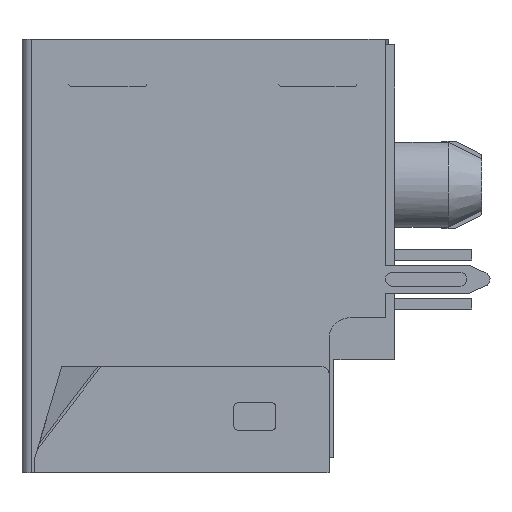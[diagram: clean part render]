
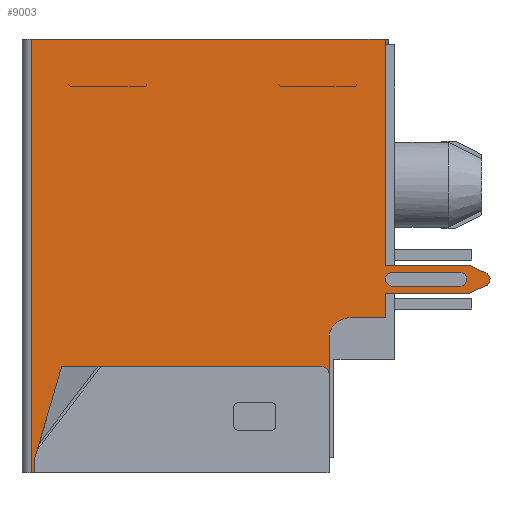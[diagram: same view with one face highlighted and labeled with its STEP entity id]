
A CAD part, left-side view. The second image highlights one B-rep face of the part: STEP entity #9003.
In plain terms, the highlighted planar face has unit normal (-1, 0, 0).
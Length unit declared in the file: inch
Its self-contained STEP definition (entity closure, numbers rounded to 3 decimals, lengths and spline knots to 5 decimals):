
#239=DIRECTION('',(0.,-1.,0.));
#240=VECTOR('',#239,0.5045);
#241=CARTESIAN_POINT('',(-0.3225,0.2585,0.303));
#242=LINE('',#241,#240);
#2029=DIRECTION('',(0.,1.,0.));
#2030=VECTOR('',#2029,0.0045);
#2031=CARTESIAN_POINT('',(-0.3225,0.254,-0.3165));
#2032=LINE('',#2031,#2030);
#2285=DIRECTION('',(0.,-1.,0.));
#2286=VECTOR('',#2285,0.0959);
#2287=CARTESIAN_POINT('',(-0.3225,-0.2567,-0.03));
#2288=LINE('',#2287,#2286);
#2289=CARTESIAN_POINT('',(-0.3225,-0.2567,-0.04));
#2290=DIRECTION('',(1.,0.,0.));
#2291=DIRECTION('',(0.,0.,-1.));
#2292=AXIS2_PLACEMENT_3D('',#2289,#2290,#2291);
#2294=DIRECTION('',(0.,1.,0.));
#2295=VECTOR('',#2294,0.0959);
#2296=CARTESIAN_POINT('',(-0.3225,-0.3526,-0.05));
#2297=LINE('',#2296,#2295);
#2298=DIRECTION('',(0.,0.,-1.));
#2299=VECTOR('',#2298,0.6195);
#2300=CARTESIAN_POINT('',(-0.3225,0.2585,0.303));
#2301=LINE('',#2300,#2299);
#2302=DIRECTION('',(0.,0.,-1.));
#2303=VECTOR('',#2302,0.323);
#2304=CARTESIAN_POINT('',(-0.3225,-0.246,0.303));
#2305=LINE('',#2304,#2303);
#2306=DIRECTION('',(0.,-1.,0.));
#2307=VECTOR('',#2306,0.12077);
#2308=CARTESIAN_POINT('',(-0.3225,-0.246,-0.02));
#2309=LINE('',#2308,#2307);
#2310=DIRECTION('',(0.,-0.906,-0.423));
#2311=VECTOR('',#2310,0.02588);
#2312=CARTESIAN_POINT('',(-0.3225,-0.36677,-0.02));
#2313=LINE('',#2312,#2311);
#2314=CARTESIAN_POINT('',(-0.3225,-0.386,-0.04));
#2315=DIRECTION('',(1.,0.,0.));
#2316=DIRECTION('',(0.,-0.423,0.906));
#2317=AXIS2_PLACEMENT_3D('',#2314,#2315,#2316);
#2319=DIRECTION('',(0.,0.906,-0.423));
#2320=VECTOR('',#2319,0.02588);
#2321=CARTESIAN_POINT('',(-0.3225,-0.39023,-0.04906));
#2322=LINE('',#2321,#2320);
#2323=DIRECTION('',(0.,1.,0.));
#2324=VECTOR('',#2323,0.12077);
#2325=CARTESIAN_POINT('',(-0.3225,-0.36677,-0.06));
#2326=LINE('',#2325,#2324);
#2327=DIRECTION('',(0.,0.,-1.));
#2328=VECTOR('',#2327,0.035);
#2329=CARTESIAN_POINT('',(-0.3225,-0.246,-0.06));
#2330=LINE('',#2329,#2328);
#2331=DIRECTION('',(0.,1.,0.));
#2332=VECTOR('',#2331,0.05);
#2333=CARTESIAN_POINT('',(-0.3225,-0.246,-0.095));
#2334=LINE('',#2333,#2332);
#2335=CARTESIAN_POINT('',(-0.3225,-0.196,-0.125));
#2336=DIRECTION('',(1.,0.,0.));
#2337=DIRECTION('',(0.,1.,0.));
#2338=AXIS2_PLACEMENT_3D('',#2335,#2336,#2337);
#2340=DIRECTION('',(0.,0.,1.));
#2341=VECTOR('',#2340,0.05);
#2342=CARTESIAN_POINT('',(-0.3225,-0.166,-0.175));
#2343=LINE('',#2342,#2341);
#2344=CARTESIAN_POINT('',(-0.3225,-0.156,-0.175));
#2345=DIRECTION('',(1.,0.,0.));
#2346=DIRECTION('',(0.,0.,1.));
#2347=AXIS2_PLACEMENT_3D('',#2344,#2345,#2346);
#2349=DIRECTION('',(0.,0.609,-0.793));
#2350=VECTOR('',#2349,0.13979);
#2351=CARTESIAN_POINT('',(-0.3225,0.16328,-0.165));
#2352=LINE('',#2351,#2350);
#2353=DIRECTION('',(0.,-0.283,0.959));
#2354=VECTOR('',#2353,0.0199);
#2355=CARTESIAN_POINT('',(-0.3225,0.254,-0.295));
#2356=LINE('',#2355,#2354);
#2357=DIRECTION('',(0.,0.,-1.));
#2358=VECTOR('',#2357,0.0215);
#2359=CARTESIAN_POINT('',(-0.3225,0.254,-0.295));
#2360=LINE('',#2359,#2358);
#2382=CARTESIAN_POINT('',(-0.3225,-0.3526,-0.04));
#2383=DIRECTION('',(1.,0.,0.));
#2384=DIRECTION('',(0.,0.,1.));
#2385=AXIS2_PLACEMENT_3D('',#2382,#2383,#2384);
#2573=CARTESIAN_POINT('',(-0.3225,0.16328,-0.165));
#2592=DIRECTION('',(0.,-1.,0.));
#2593=VECTOR('',#2592,0.31928);
#2594=CARTESIAN_POINT('',(-0.3225,0.16328,-0.165));
#2595=LINE('',#2594,#2593);
#5040=CARTESIAN_POINT('',(-0.3225,-0.246,0.303));
#5041=VERTEX_POINT('',#5040);
#5242=CARTESIAN_POINT('',(-0.3225,-0.36677,-0.02));
#5243=CARTESIAN_POINT('',(-0.3225,-0.39023,-0.03094));
#5244=VERTEX_POINT('',#5242);
#5245=VERTEX_POINT('',#5243);
#5246=CARTESIAN_POINT('',(-0.3225,-0.39023,-0.04906));
#5247=VERTEX_POINT('',#5246);
#5248=CARTESIAN_POINT('',(-0.3225,-0.36677,-0.06));
#5249=VERTEX_POINT('',#5248);
#5254=CARTESIAN_POINT('',(-0.3225,-0.246,-0.02));
#5255=VERTEX_POINT('',#5254);
#5256=CARTESIAN_POINT('',(-0.3225,-0.246,-0.06));
#5257=VERTEX_POINT('',#5256);
#5302=CARTESIAN_POINT('',(-0.3225,-0.156,-0.165));
#5303=CARTESIAN_POINT('',(-0.3225,-0.166,-0.175));
#5304=VERTEX_POINT('',#5302);
#5305=VERTEX_POINT('',#5303);
#5348=CARTESIAN_POINT('',(-0.3225,0.254,-0.3165));
#5349=VERTEX_POINT('',#5348);
#5596=CARTESIAN_POINT('',(-0.3225,-0.246,-0.095));
#5598=VERTEX_POINT('',#5596);
#5600=CARTESIAN_POINT('',(-0.3225,-0.166,-0.125));
#5601=CARTESIAN_POINT('',(-0.3225,-0.196,-0.095));
#5602=VERTEX_POINT('',#5600);
#5603=VERTEX_POINT('',#5601);
#5606=CARTESIAN_POINT('',(-0.3225,0.254,-0.295));
#5607=VERTEX_POINT('',#5606);
#5616=CARTESIAN_POINT('',(-0.3225,0.2585,-0.3165));
#5618=VERTEX_POINT('',#5616);
#5622=CARTESIAN_POINT('',(-0.3225,0.2585,0.303));
#5623=VERTEX_POINT('',#5622);
#5644=CARTESIAN_POINT('',(-0.3225,0.24838,-0.27591));
#5645=VERTEX_POINT('',#5644);
#5670=CARTESIAN_POINT('',(-0.3225,-0.2567,-0.03));
#5671=VERTEX_POINT('',#5670);
#5672=CARTESIAN_POINT('',(-0.3225,-0.3526,-0.03));
#5673=VERTEX_POINT('',#5672);
#5674=CARTESIAN_POINT('',(-0.3225,-0.3526,-0.05));
#5675=VERTEX_POINT('',#5674);
#5676=CARTESIAN_POINT('',(-0.3225,-0.2567,-0.05));
#5677=VERTEX_POINT('',#5676);
#5686=VERTEX_POINT('',#2573);
#8956=CARTESIAN_POINT('',(-0.3225,-0.246,0.295));
#8957=DIRECTION('',(-1.,0.,0.));
#8958=DIRECTION('',(0.,1.,0.));
#8959=AXIS2_PLACEMENT_3D('',#8956,#8957,#8958);
#8960=PLANE('',#8959);
#8961=ORIENTED_EDGE('',*,*,#8951,.F.);
#8962=ORIENTED_EDGE('',*,*,#6241,.T.);
#8963=ORIENTED_EDGE('',*,*,#7109,.T.);
#8965=ORIENTED_EDGE('',*,*,#8964,.T.);
#8967=ORIENTED_EDGE('',*,*,#8966,.T.);
#8969=ORIENTED_EDGE('',*,*,#8968,.T.);
#8971=ORIENTED_EDGE('',*,*,#8970,.T.);
#8973=ORIENTED_EDGE('',*,*,#8972,.T.);
#8974=ORIENTED_EDGE('',*,*,#7241,.T.);
#8976=ORIENTED_EDGE('',*,*,#8975,.T.);
#8978=ORIENTED_EDGE('',*,*,#8977,.F.);
#8979=ORIENTED_EDGE('',*,*,#8552,.F.);
#8981=ORIENTED_EDGE('',*,*,#8980,.F.);
#8983=ORIENTED_EDGE('',*,*,#8982,.F.);
#8985=ORIENTED_EDGE('',*,*,#8984,.T.);
#8987=ORIENTED_EDGE('',*,*,#8986,.F.);
#8989=ORIENTED_EDGE('',*,*,#8988,.T.);
#8990=ORIENTED_EDGE('',*,*,#8591,.T.);
#8991=EDGE_LOOP('',(#8961,#8962,#8963,#8965,#8967,#8969,#8971,#8973,#8974,#8976,
#8978,#8979,#8981,#8983,#8985,#8987,#8989,#8990));
#8992=FACE_OUTER_BOUND('',#8991,.F.);
#8994=ORIENTED_EDGE('',*,*,#8993,.F.);
#8996=ORIENTED_EDGE('',*,*,#8995,.F.);
#8998=ORIENTED_EDGE('',*,*,#8997,.F.);
#9000=ORIENTED_EDGE('',*,*,#8999,.F.);
#9001=EDGE_LOOP('',(#8994,#8996,#8998,#9000));
#9002=FACE_BOUND('',#9001,.F.);
#9003=ADVANCED_FACE('',(#8992,#9002),#8960,.T.);
#2293=CIRCLE('',#2292,0.01);
#2318=CIRCLE('',#2317,0.01);
#2339=CIRCLE('',#2338,0.03);
#2348=CIRCLE('',#2347,0.01);
#2386=CIRCLE('',#2385,0.01);
#6241=EDGE_CURVE('',#5623,#5041,#242,.T.);
#7109=EDGE_CURVE('',#5041,#5255,#2305,.T.);
#7241=EDGE_CURVE('',#5257,#5598,#2330,.T.);
#8552=EDGE_CURVE('',#5305,#5602,#2343,.T.);
#8591=EDGE_CURVE('',#5349,#5618,#2032,.T.);
#8951=EDGE_CURVE('',#5623,#5618,#2301,.T.);
#8964=EDGE_CURVE('',#5255,#5244,#2309,.T.);
#8966=EDGE_CURVE('',#5244,#5245,#2313,.T.);
#8968=EDGE_CURVE('',#5245,#5247,#2318,.T.);
#8970=EDGE_CURVE('',#5247,#5249,#2322,.T.);
#8972=EDGE_CURVE('',#5249,#5257,#2326,.T.);
#8975=EDGE_CURVE('',#5598,#5603,#2334,.T.);
#8977=EDGE_CURVE('',#5602,#5603,#2339,.T.);
#8980=EDGE_CURVE('',#5304,#5305,#2348,.T.);
#8982=EDGE_CURVE('',#5686,#5304,#2595,.T.);
#8984=EDGE_CURVE('',#5686,#5645,#2352,.T.);
#8986=EDGE_CURVE('',#5607,#5645,#2356,.T.);
#8988=EDGE_CURVE('',#5607,#5349,#2360,.T.);
#8993=EDGE_CURVE('',#5671,#5673,#2288,.T.);
#8995=EDGE_CURVE('',#5677,#5671,#2293,.T.);
#8997=EDGE_CURVE('',#5675,#5677,#2297,.T.);
#8999=EDGE_CURVE('',#5673,#5675,#2386,.T.);
